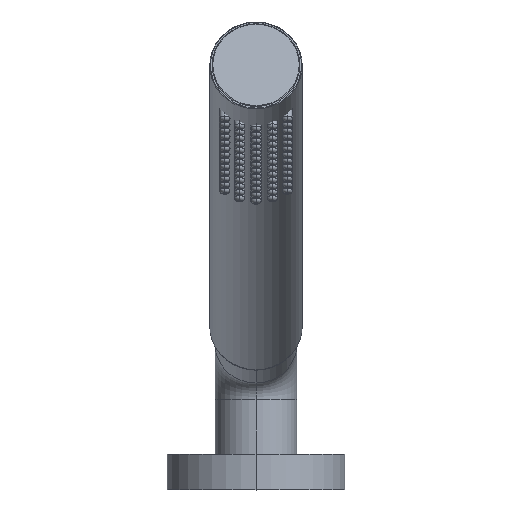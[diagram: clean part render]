
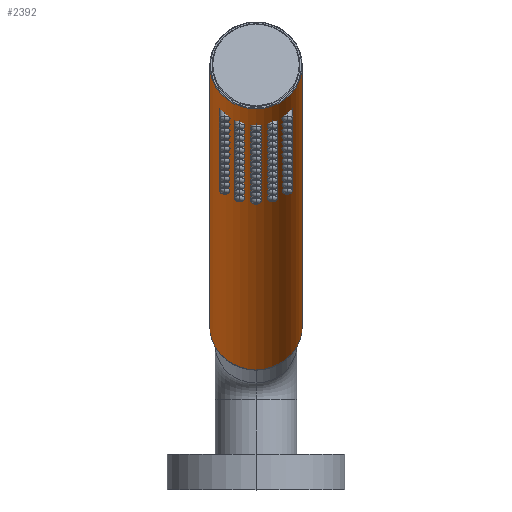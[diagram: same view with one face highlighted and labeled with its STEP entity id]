
A CAD part, top view. The second image highlights one B-rep face of the part: STEP entity #2392.
In plain terms, the highlighted cylindrical face has radius 13 mm (diameter 26 mm), a partial arc.
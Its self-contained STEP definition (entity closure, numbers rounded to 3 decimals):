
#2 = VERTEX_POINT ( 'NONE', #2903 ) ;
#561 = DIRECTION ( 'NONE',  ( 0., 0., -1. ) ) ;
#2289 = LINE ( 'NONE', #7584, #9954 ) ;
#2392 = ADVANCED_FACE ( 'NONE', ( #3201 ), #2876, .T. ) ;
#2435 = VECTOR ( 'NONE', #3601, 1000. ) ;
#2470 = EDGE_CURVE ( 'NONE', #7442, #2, #2762, .T. ) ;
#2718 = CIRCLE ( 'NONE', #2795, 13. ) ;
#2762 = LINE ( 'NONE', #3965, #2435 ) ;
#2795 = AXIS2_PLACEMENT_3D ( 'NONE', #3706, #10674, #4736 ) ;
#2876 = CYLINDRICAL_SURFACE ( 'NONE', #5688, 13. ) ;
#2903 = CARTESIAN_POINT ( 'NONE',  ( -13., 0., 0.2 ) ) ;
#3112 = DIRECTION ( 'NONE',  ( 1., 0., 0. ) ) ;
#3146 = DIRECTION ( 'NONE',  ( 0., 0., -1. ) ) ;
#3161 = CARTESIAN_POINT ( 'NONE',  ( 0., 0., 213.8 ) ) ;
#3201 = FACE_OUTER_BOUND ( 'NONE', #7115, .T. ) ;
#3464 = ORIENTED_EDGE ( 'NONE', *, *, #8183, .F. ) ;
#3601 = DIRECTION ( 'NONE',  ( 0., 0., -1. ) ) ;
#3657 = AXIS2_PLACEMENT_3D ( 'NONE', #3161, #3146, #3112 ) ;
#3706 = CARTESIAN_POINT ( 'NONE',  ( 0., 0., 0.2 ) ) ;
#3777 = ORIENTED_EDGE ( 'NONE', *, *, #2470, .T. ) ;
#3888 = ORIENTED_EDGE ( 'NONE', *, *, #5716, .T. ) ;
#3965 = CARTESIAN_POINT ( 'NONE',  ( -13., 0., 214. ) ) ;
#4307 = CARTESIAN_POINT ( 'NONE',  ( 13., 0., 0.2 ) ) ;
#4394 = ORIENTED_EDGE ( 'NONE', *, *, #10278, .T. ) ;
#4736 = DIRECTION ( 'NONE',  ( 1., 0., 0. ) ) ;
#5688 = AXIS2_PLACEMENT_3D ( 'NONE', #7963, #6820, #6775 ) ;
#5716 = EDGE_CURVE ( 'NONE', #10301, #7442, #8151, .T. ) ;
#6775 = DIRECTION ( 'NONE',  ( -1., 0., 0. ) ) ;
#6820 = DIRECTION ( 'NONE',  ( 0., 0., -1. ) ) ;
#7115 = EDGE_LOOP ( 'NONE', ( #3464, #3888, #3777, #4394 ) ) ;
#7442 = VERTEX_POINT ( 'NONE', #7510 ) ;
#7510 = CARTESIAN_POINT ( 'NONE',  ( -13., 0., 213.8 ) ) ;
#7584 = CARTESIAN_POINT ( 'NONE',  ( 13., 0., 214. ) ) ;
#7963 = CARTESIAN_POINT ( 'NONE',  ( 0., 0., 214. ) ) ;
#8151 = CIRCLE ( 'NONE', #3657, 13. ) ;
#8183 = EDGE_CURVE ( 'NONE', #10301, #11809, #2289, .T. ) ;
#9675 = CARTESIAN_POINT ( 'NONE',  ( 13., 0., 213.8 ) ) ;
#9954 = VECTOR ( 'NONE', #561, 1000. ) ;
#10278 = EDGE_CURVE ( 'NONE', #2, #11809, #2718, .T. ) ;
#10301 = VERTEX_POINT ( 'NONE', #9675 ) ;
#10674 = DIRECTION ( 'NONE',  ( 0., 0., 1. ) ) ;
#11809 = VERTEX_POINT ( 'NONE', #4307 ) ;
